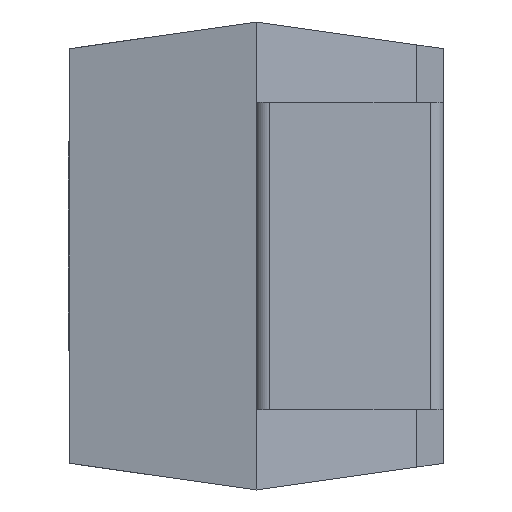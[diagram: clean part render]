
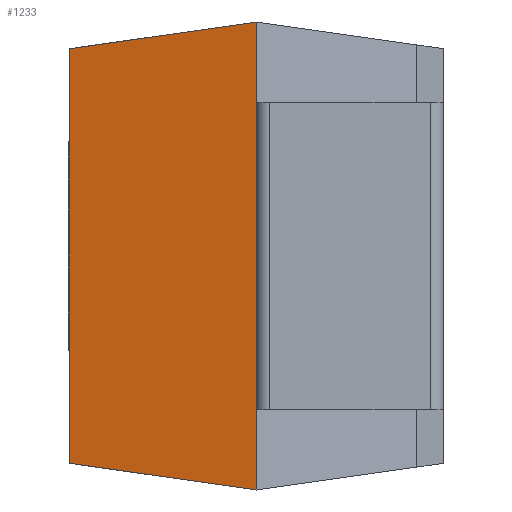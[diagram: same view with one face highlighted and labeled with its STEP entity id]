
A CAD part, left-side view. The second image highlights one B-rep face of the part: STEP entity #1233.
In plain terms, the highlighted planar face has unit normal (-0.978, 0.209, 0).
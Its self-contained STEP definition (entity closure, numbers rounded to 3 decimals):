
#10 = DIRECTION ( 'NONE',  ( -0.978, 0.209, 0. ) ) ;
#26 = FACE_OUTER_BOUND ( 'NONE', #617, .T. ) ;
#68 = VECTOR ( 'NONE', #2593, 1000. ) ;
#122 = EDGE_CURVE ( 'NONE', #1389, #1133, #3046, .T. ) ;
#202 = ORIENTED_EDGE ( 'NONE', *, *, #558, .T. ) ;
#299 = CARTESIAN_POINT ( 'NONE',  ( -0.281, 0.087, -3.687 ) ) ;
#401 = ORIENTED_EDGE ( 'NONE', *, *, #1115, .T. ) ;
#511 = VERTEX_POINT ( 'NONE', #3749 ) ;
#553 = ORIENTED_EDGE ( 'NONE', *, *, #122, .F. ) ;
#558 = EDGE_CURVE ( 'NONE', #2396, #1598, #1501, .T. ) ;
#617 = EDGE_LOOP ( 'NONE', ( #553, #2206, #401, #3248, #202, #1779 ) ) ;
#709 = CARTESIAN_POINT ( 'NONE',  ( 0., 1.4, -3.5 ) ) ;
#822 = CARTESIAN_POINT ( 'NONE',  ( 0.3, 2.8, -0.2 ) ) ;
#853 = CARTESIAN_POINT ( 'NONE',  ( 0., 1.4, -3.5 ) ) ;
#904 = EDGE_CURVE ( 'NONE', #1389, #3402, #2391, .T. ) ;
#1016 = VECTOR ( 'NONE', #1969, 1000. ) ;
#1053 = VECTOR ( 'NONE', #2214, 1000. ) ;
#1115 = EDGE_CURVE ( 'NONE', #3402, #511, #3699, .T. ) ;
#1133 = VERTEX_POINT ( 'NONE', #822 ) ;
#1148 = DIRECTION ( 'NONE',  ( 0., 0., 1. ) ) ;
#1233 = ADVANCED_FACE ( 'NONE', ( #26 ), #3551, .T. ) ;
#1389 = VERTEX_POINT ( 'NONE', #1567 ) ;
#1501 = LINE ( 'NONE', #853, #1647 ) ;
#1552 = DIRECTION ( 'NONE',  ( -0.207, -0.968, -0.138 ) ) ;
#1561 = EDGE_CURVE ( 'NONE', #1133, #1598, #3165, .T. ) ;
#1567 = CARTESIAN_POINT ( 'NONE',  ( 0.3, 2.8, -3.3 ) ) ;
#1598 = VERTEX_POINT ( 'NONE', #2623 ) ;
#1647 = VECTOR ( 'NONE', #1148, 1000. ) ;
#1670 = CARTESIAN_POINT ( 'NONE',  ( 0., 1.4, -3.5 ) ) ;
#1725 = CARTESIAN_POINT ( 'NONE',  ( -0.181, 0.556, 0.121 ) ) ;
#1779 = ORIENTED_EDGE ( 'NONE', *, *, #1561, .F. ) ;
#1814 = CARTESIAN_POINT ( 'NONE',  ( -0.286, 0.061, -3.5 ) ) ;
#1969 = DIRECTION ( 'NONE',  ( -0.207, -0.968, 0.138 ) ) ;
#2161 = DIRECTION ( 'NONE',  ( 0., 0., 1. ) ) ;
#2178 = LINE ( 'NONE', #709, #1053 ) ;
#2206 = ORIENTED_EDGE ( 'NONE', *, *, #904, .T. ) ;
#2214 = DIRECTION ( 'NONE',  ( 0., 0., 1. ) ) ;
#2365 = EDGE_CURVE ( 'NONE', #511, #2396, #2178, .T. ) ;
#2391 = LINE ( 'NONE', #299, #3274 ) ;
#2396 = VERTEX_POINT ( 'NONE', #2466 ) ;
#2466 = CARTESIAN_POINT ( 'NONE',  ( 0., 1.4, -0.6 ) ) ;
#2593 = DIRECTION ( 'NONE',  ( 0., 0., 1. ) ) ;
#2613 = AXIS2_PLACEMENT_3D ( 'NONE', #1814, #10, #2977 ) ;
#2623 = CARTESIAN_POINT ( 'NONE',  ( 0., 1.4, 0. ) ) ;
#2772 = VECTOR ( 'NONE', #2161, 1000. ) ;
#2884 = CARTESIAN_POINT ( 'NONE',  ( 0., 1.4, -3.5 ) ) ;
#2977 = DIRECTION ( 'NONE',  ( -0.209, -0.978, 0. ) ) ;
#3046 = LINE ( 'NONE', #3610, #2772 ) ;
#3165 = LINE ( 'NONE', #1725, #1016 ) ;
#3248 = ORIENTED_EDGE ( 'NONE', *, *, #2365, .T. ) ;
#3274 = VECTOR ( 'NONE', #1552, 1000. ) ;
#3402 = VERTEX_POINT ( 'NONE', #2884 ) ;
#3551 = PLANE ( 'NONE',  #2613 ) ;
#3610 = CARTESIAN_POINT ( 'NONE',  ( 0.3, 2.8, -3.5 ) ) ;
#3699 = LINE ( 'NONE', #1670, #68 ) ;
#3749 = CARTESIAN_POINT ( 'NONE',  ( 0., 1.4, -2.9 ) ) ;
